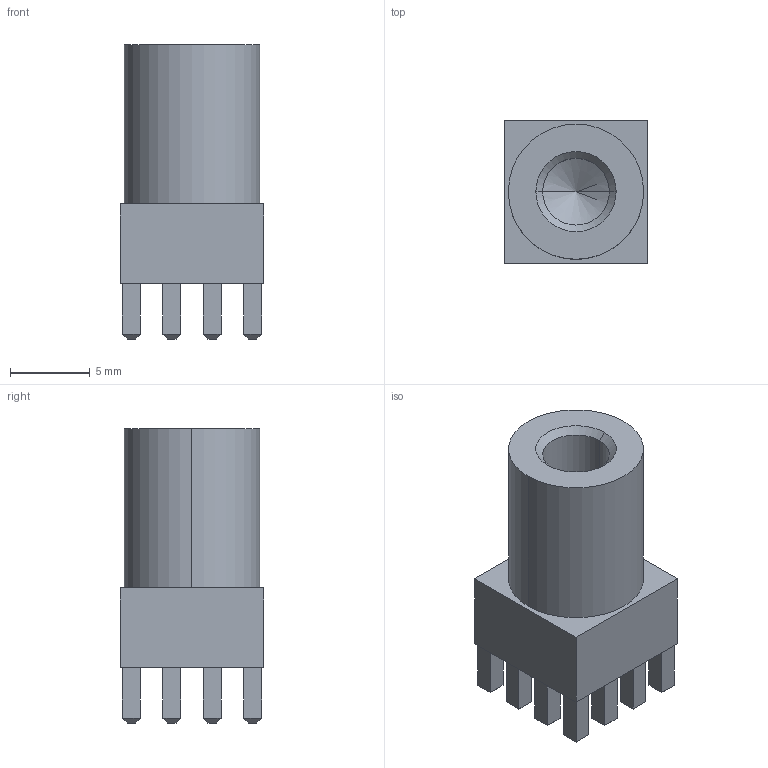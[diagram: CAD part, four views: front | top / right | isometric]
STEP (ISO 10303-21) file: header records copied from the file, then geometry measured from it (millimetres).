
FILE_DESCRIPTION (( 'STEP AP203' ), '1' );
FILE_NAME ('90419-B.STEP', '2013-12-17T15:29:02', ( 'Hajo' ), ( 'Microsoft' ), 'SwSTEP 2.0', 'SolidWorks 2011', '' );
FILE_SCHEMA (( 'CONFIG_CONTROL_DESIGN' ));
Length unit declared in the file: millimetre
Products named in the file (1): 90419-B
Bounding box: 9 x 9 x 18.5 mm (x, y, z)
Volume: 909.5 mm3; surface area: 965.1 mm2
Topology: 1 solids, 1 shells, 159 faces, 352 edges, 211 vertices
Faces by surface type: plane 151, cone 4, cylinder 4
Entity records: 4275 total; most frequent: CARTESIAN_POINT 721, ORIENTED_EDGE 700, DIRECTION 680, EDGE_CURVE 350, LINE 340, VECTOR 340, VERTEX_POINT 211, EDGE_LOOP 177
